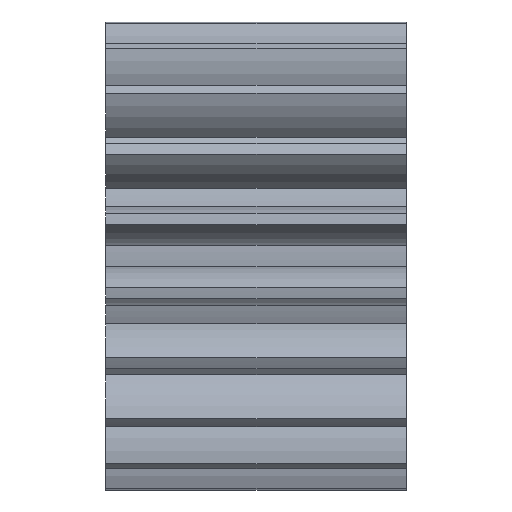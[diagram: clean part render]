
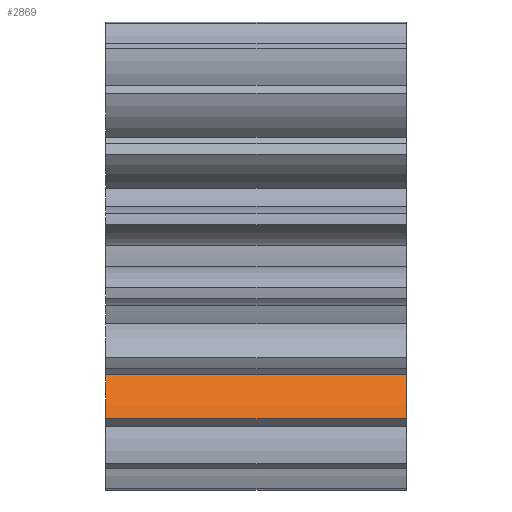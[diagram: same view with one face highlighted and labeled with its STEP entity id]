
A CAD part, front view. The second image highlights one B-rep face of the part: STEP entity #2869.
In plain terms, the highlighted cylindrical face has radius 1 mm (diameter 2 mm), a partial arc.
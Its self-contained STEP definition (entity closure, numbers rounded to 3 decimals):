
#19 = EDGE_CURVE ( 'NONE', #272, #1793, #1554, .T. ) ;
#72 = ORIENTED_EDGE ( 'NONE', *, *, #19, .T. ) ;
#240 = ORIENTED_EDGE ( 'NONE', *, *, #774, .T. ) ;
#272 = VERTEX_POINT ( 'NONE', #1220 ) ;
#314 = DIRECTION ( 'NONE',  ( 1., 0., 0. ) ) ;
#320 = DIRECTION ( 'NONE',  ( 0., -0.588, 0.809 ) ) ;
#364 = ORIENTED_EDGE ( 'NONE', *, *, #1722, .T. ) ;
#494 = CARTESIAN_POINT ( 'NONE',  ( 3.5, -1.992, -1.896 ) ) ;
#543 = AXIS2_PLACEMENT_3D ( 'NONE', #1284, #1997, #2254 ) ;
#733 = LINE ( 'NONE', #2134, #2728 ) ;
#774 = EDGE_CURVE ( 'NONE', #883, #272, #733, .T. ) ;
#794 = VECTOR ( 'NONE', #314, 1000. ) ;
#883 = VERTEX_POINT ( 'NONE', #2214 ) ;
#1024 = DIRECTION ( 'NONE',  ( 1., 0., 0. ) ) ;
#1173 = VERTEX_POINT ( 'NONE', #494 ) ;
#1220 = CARTESIAN_POINT ( 'NONE',  ( 0., -1.694, -1.382 ) ) ;
#1258 = CARTESIAN_POINT ( 'NONE',  ( 1.75, -1.992, -1.896 ) ) ;
#1284 = CARTESIAN_POINT ( 'NONE',  ( 3.5, -1.017, -2.118 ) ) ;
#1298 = DIRECTION ( 'NONE',  ( 0., 0., -1. ) ) ;
#1299 = CYLINDRICAL_SURFACE ( 'NONE', #543, 1. ) ;
#1554 = CIRCLE ( 'NONE', #2779, 1. ) ;
#1682 = DIRECTION ( 'NONE',  ( -1., 0., 0. ) ) ;
#1722 = EDGE_CURVE ( 'NONE', #1173, #883, #2735, .T. ) ;
#1793 = VERTEX_POINT ( 'NONE', #2250 ) ;
#1950 = LINE ( 'NONE', #1258, #794 ) ;
#1997 = DIRECTION ( 'NONE',  ( -1., 0., 0. ) ) ;
#2134 = CARTESIAN_POINT ( 'NONE',  ( 3.5, -1.694, -1.382 ) ) ;
#2214 = CARTESIAN_POINT ( 'NONE',  ( 3.5, -1.694, -1.382 ) ) ;
#2240 = FACE_OUTER_BOUND ( 'NONE', #2845, .T. ) ;
#2250 = CARTESIAN_POINT ( 'NONE',  ( 0., -1.992, -1.896 ) ) ;
#2254 = DIRECTION ( 'NONE',  ( 0., 0., 1. ) ) ;
#2379 = AXIS2_PLACEMENT_3D ( 'NONE', #2705, #2482, #320 ) ;
#2482 = DIRECTION ( 'NONE',  ( -1., 0., 0. ) ) ;
#2531 = CARTESIAN_POINT ( 'NONE',  ( 0., -1.017, -2.118 ) ) ;
#2542 = EDGE_CURVE ( 'NONE', #1793, #1173, #1950, .T. ) ;
#2705 = CARTESIAN_POINT ( 'NONE',  ( 3.5, -1.017, -2.118 ) ) ;
#2728 = VECTOR ( 'NONE', #1682, 1000. ) ;
#2735 = CIRCLE ( 'NONE', #2379, 1. ) ;
#2779 = AXIS2_PLACEMENT_3D ( 'NONE', #2531, #1024, #1298 ) ;
#2805 = ORIENTED_EDGE ( 'NONE', *, *, #2542, .T. ) ;
#2845 = EDGE_LOOP ( 'NONE', ( #2805, #364, #240, #72 ) ) ;
#2869 = ADVANCED_FACE ( 'NONE', ( #2240 ), #1299, .T. ) ;
